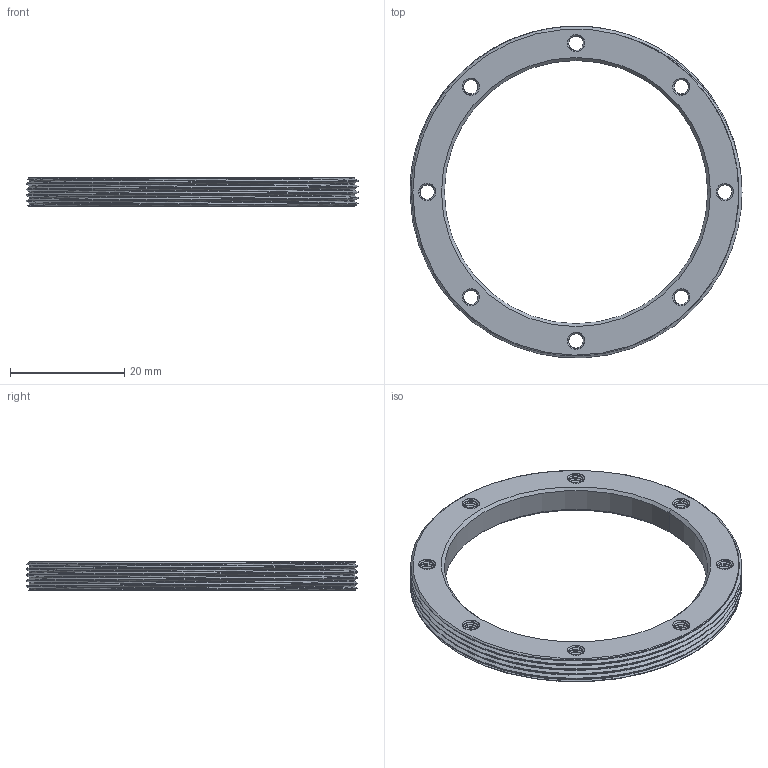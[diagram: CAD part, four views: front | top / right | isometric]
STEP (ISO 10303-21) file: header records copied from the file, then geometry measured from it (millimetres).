
FILE_DESCRIPTION (( 'STEP AP214' ), '1' );
FILE_NAME ('antirumb p4 F.STEP', '2023-06-27T20:08:20', ( '' ), ( '' ), 'SwSTEP 2.0', 'SolidWorks 2021', '' );
FILE_SCHEMA (( 'AUTOMOTIVE_DESIGN' ));
Length unit declared in the file: millimetre
Products named in the file (1): antirumb p4 F
Bounding box: 58 x 57.95 x 5 mm (x, y, z)
Volume: 4358.3 mm3; surface area: 4309.7 mm2
Topology: 1 solids, 1 shells, 249 faces, 719 edges, 472 vertices
Faces by surface type: cylinder 163, cone 57, bspline 27, plane 2
Entity records: 24422 total; most frequent: CARTESIAN_POINT 19073, ORIENTED_EDGE 1438, DIRECTION 795, EDGE_CURVE 719, VERTEX_POINT 472, AXIS2_PLACEMENT_3D 301, EDGE_LOOP 267, ADVANCED_FACE 249
